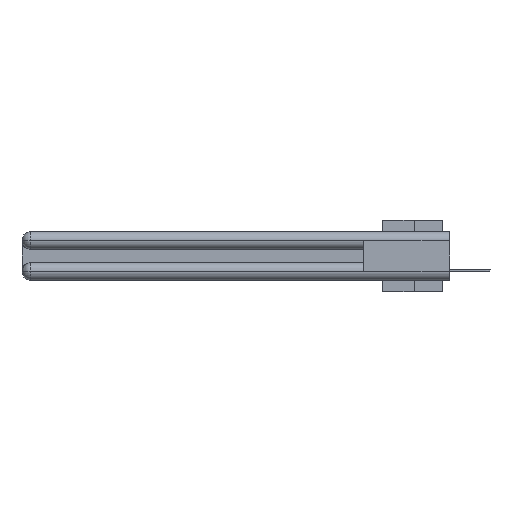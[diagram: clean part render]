
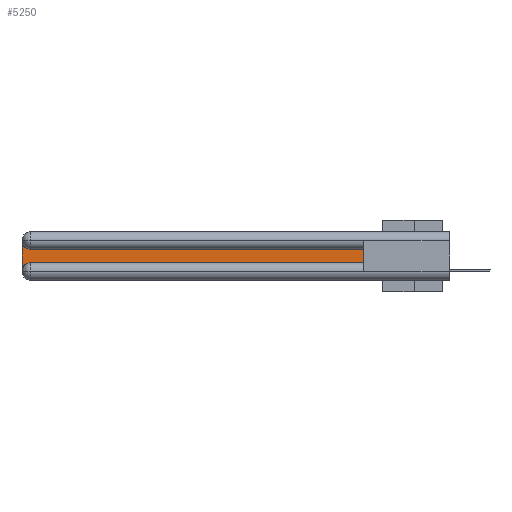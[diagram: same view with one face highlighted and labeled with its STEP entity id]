
A CAD part, left-side view. The second image highlights one B-rep face of the part: STEP entity #5250.
In plain terms, the highlighted planar face has unit normal (-1, 0, 0).
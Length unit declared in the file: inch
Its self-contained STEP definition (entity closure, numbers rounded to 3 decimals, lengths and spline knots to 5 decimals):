
#813 = VERTEX_POINT ( 'NONE', #7243 ) ;
#932 = EDGE_CURVE ( 'NONE', #13248, #30033, #16083, .T. ) ;
#1520 = VERTEX_POINT ( 'NONE', #15236 ) ;
#2130 = AXIS2_PLACEMENT_3D ( 'NONE', #3622, #15458, #3434 ) ;
#2638 = DIRECTION ( 'NONE',  ( 0., 0., -1. ) ) ;
#3262 = DIRECTION ( 'NONE',  ( 0., -1., 0. ) ) ;
#3434 = DIRECTION ( 'NONE',  ( 0., 0., -1. ) ) ;
#3622 = CARTESIAN_POINT ( 'NONE',  ( 0.075, 3., -0.1225 ) ) ;
#3929 = CARTESIAN_POINT ( 'NONE',  ( 0.075, 0.6, -0.1225 ) ) ;
#4114 = ORIENTED_EDGE ( 'NONE', *, *, #19513, .T. ) ;
#5250 = ADVANCED_FACE ( 'NONE', ( #32205 ), #17724, .F. ) ;
#5401 = EDGE_CURVE ( 'NONE', #1520, #20884, #17183, .T. ) ;
#5451 = CARTESIAN_POINT ( 'NONE',  ( 0.075, 2.94, -0.0625 ) ) ;
#5600 = DIRECTION ( 'NONE',  ( 1., 0., 0. ) ) ;
#6037 = ORIENTED_EDGE ( 'NONE', *, *, #5401, .T. ) ;
#6453 = CIRCLE ( 'NONE', #13684, 0.06 ) ;
#7243 = CARTESIAN_POINT ( 'NONE',  ( 0.075, 2.94, -0.1225 ) ) ;
#7644 = AXIS2_PLACEMENT_3D ( 'NONE', #5451, #28034, #2638 ) ;
#9944 = VERTEX_POINT ( 'NONE', #3929 ) ;
#11158 = EDGE_LOOP ( 'NONE', ( #4114, #35885, #24754, #35451, #6037, #23864 ) ) ;
#11185 = EDGE_CURVE ( 'NONE', #20884, #9944, #29516, .T. ) ;
#12661 = CARTESIAN_POINT ( 'NONE',  ( 0.075, 0.6, -0.2175 ) ) ;
#13042 = CIRCLE ( 'NONE', #7644, 0.06 ) ;
#13248 = VERTEX_POINT ( 'NONE', #29421 ) ;
#13684 = AXIS2_PLACEMENT_3D ( 'NONE', #34536, #5600, #31711 ) ;
#14128 = DIRECTION ( 'NONE',  ( 0., 0., -1. ) ) ;
#15236 = CARTESIAN_POINT ( 'NONE',  ( 0.075, 2.94, -0.2175 ) ) ;
#15293 = LINE ( 'NONE', #34653, #32512 ) ;
#15320 = VECTOR ( 'NONE', #3262, 39.37008 ) ;
#15458 = DIRECTION ( 'NONE',  ( 1., 0., 0. ) ) ;
#16083 = LINE ( 'NONE', #28439, #24262 ) ;
#17183 = LINE ( 'NONE', #25476, #15320 ) ;
#17724 = PLANE ( 'NONE',  #2130 ) ;
#18218 = DIRECTION ( 'NONE',  ( 0., 0., 1. ) ) ;
#19513 = EDGE_CURVE ( 'NONE', #9944, #813, #15293, .T. ) ;
#20884 = VERTEX_POINT ( 'NONE', #12661 ) ;
#20927 = DIRECTION ( 'NONE',  ( 0., 1., 0. ) ) ;
#23864 = ORIENTED_EDGE ( 'NONE', *, *, #11185, .T. ) ;
#24262 = VECTOR ( 'NONE', #14128, 39.37008 ) ;
#24754 = ORIENTED_EDGE ( 'NONE', *, *, #932, .T. ) ;
#25476 = CARTESIAN_POINT ( 'NONE',  ( 0.075, 0.6, -0.2175 ) ) ;
#26708 = EDGE_CURVE ( 'NONE', #813, #13248, #13042, .T. ) ;
#27287 = EDGE_CURVE ( 'NONE', #30033, #1520, #6453, .T. ) ;
#28034 = DIRECTION ( 'NONE',  ( 1., 0., 0. ) ) ;
#28070 = VECTOR ( 'NONE', #18218, 39.37008 ) ;
#28439 = CARTESIAN_POINT ( 'NONE',  ( 0.075, 3., -0.2175 ) ) ;
#29421 = CARTESIAN_POINT ( 'NONE',  ( 0.075, 3., -0.0625 ) ) ;
#29516 = LINE ( 'NONE', #30075, #28070 ) ;
#30033 = VERTEX_POINT ( 'NONE', #30315 ) ;
#30075 = CARTESIAN_POINT ( 'NONE',  ( 0.075, 0.6, -0.2175 ) ) ;
#30315 = CARTESIAN_POINT ( 'NONE',  ( 0.075, 3., -0.2775 ) ) ;
#31711 = DIRECTION ( 'NONE',  ( 0., 0., -1. ) ) ;
#32205 = FACE_OUTER_BOUND ( 'NONE', #11158, .T. ) ;
#32512 = VECTOR ( 'NONE', #20927, 39.37008 ) ;
#34536 = CARTESIAN_POINT ( 'NONE',  ( 0.075, 2.94, -0.2775 ) ) ;
#34653 = CARTESIAN_POINT ( 'NONE',  ( 0.075, 0.6, -0.1225 ) ) ;
#35451 = ORIENTED_EDGE ( 'NONE', *, *, #27287, .T. ) ;
#35885 = ORIENTED_EDGE ( 'NONE', *, *, #26708, .T. ) ;
